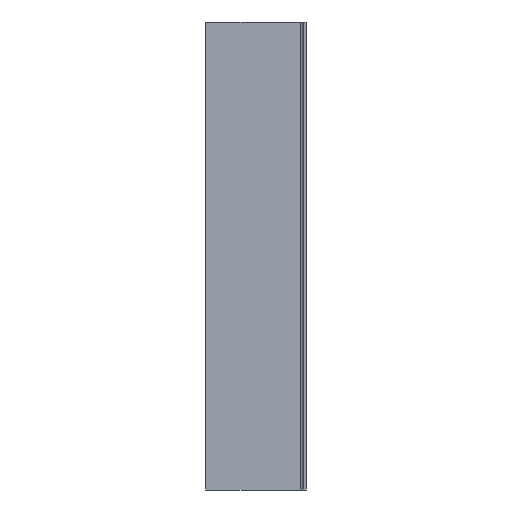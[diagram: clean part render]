
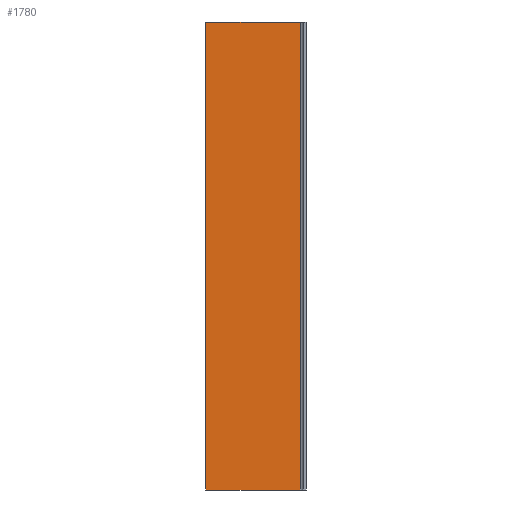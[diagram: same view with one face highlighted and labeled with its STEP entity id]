
A CAD part, left-side view. The second image highlights one B-rep face of the part: STEP entity #1780.
In plain terms, the highlighted face is planar.
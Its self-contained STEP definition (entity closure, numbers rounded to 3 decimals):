
#370=CARTESIAN_POINT('',(-12.,6.,0.));
#380=VERTEX_POINT('',#370);
#410=CARTESIAN_POINT('',(-206.,6.,0.));
#420=DIRECTION('',(1.,0.,0.));
#430=VECTOR('',#420,1.);
#440=LINE('',#410,#430);
#450=CARTESIAN_POINT('',(-206.,6.,0.));
#460=VERTEX_POINT('',#450);
#470=EDGE_CURVE('',#460,#380,#440,.T.);
#1360=CARTESIAN_POINT('',(-206.,6.,960.));
#1370=DIRECTION('',(0.,0.,-1.));
#1380=VECTOR('',#1370,1.);
#1390=LINE('',#1360,#1380);
#1400=CARTESIAN_POINT('',(-206.,6.,960.));
#1410=VERTEX_POINT('',#1400);
#1420=EDGE_CURVE('',#1410,#460,#1390,.T.);
#1550=CARTESIAN_POINT('',(0.,6.,0.));
#1560=DIRECTION('',(0.,1.,0.));
#1570=DIRECTION('',(-1.,0.,0.));
#1580=AXIS2_PLACEMENT_3D('',#1550,#1560,#1570);
#1590=PLANE('',#1580);
#1600=CARTESIAN_POINT('',(-206.,6.,960.));
#1610=DIRECTION('',(1.,0.,0.));
#1620=VECTOR('',#1610,1.);
#1630=LINE('',#1600,#1620);
#1640=CARTESIAN_POINT('',(-12.,6.,960.));
#1650=VERTEX_POINT('',#1640);
#1660=EDGE_CURVE('',#1410,#1650,#1630,.T.);
#1670=ORIENTED_EDGE('',*,*,#1660,.T.);
#1680=ORIENTED_EDGE('',*,*,#1420,.F.);
#1690=ORIENTED_EDGE('',*,*,#470,.F.);
#1700=CARTESIAN_POINT('',(-12.,6.,0.));
#1710=DIRECTION('',(0.,0.,1.));
#1720=VECTOR('',#1710,1.);
#1730=LINE('',#1700,#1720);
#1740=EDGE_CURVE('',#380,#1650,#1730,.T.);
#1750=ORIENTED_EDGE('',*,*,#1740,.F.);
#1760=EDGE_LOOP('',(#1750,#1690,#1680,#1670));
#1770=FACE_OUTER_BOUND('',#1760,.T.);
#1780=ADVANCED_FACE('',(#1770),#1590,.T.);
